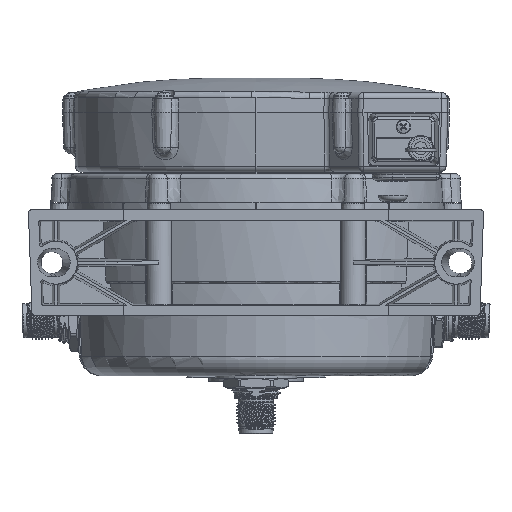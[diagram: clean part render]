
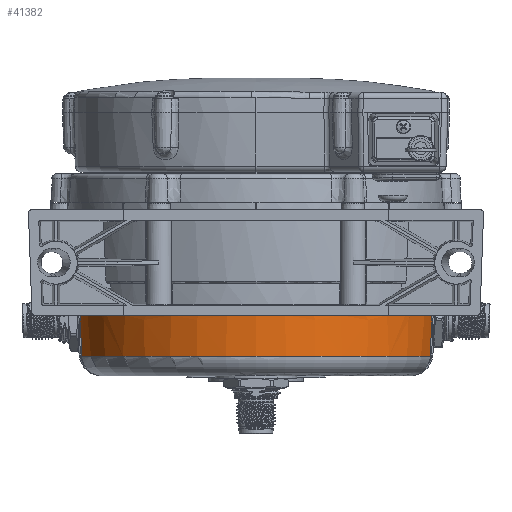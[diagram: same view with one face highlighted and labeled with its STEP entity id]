
A CAD part, front view. The second image highlights one B-rep face of the part: STEP entity #41382.
In plain terms, the highlighted conical face has half-angle 2 degrees and reference radius 56.425 mm.
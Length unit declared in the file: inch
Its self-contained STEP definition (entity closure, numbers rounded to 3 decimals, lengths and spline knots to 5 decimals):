
#336=(
BOUNDED_CURVE()
B_SPLINE_CURVE(2,(#81437,#81438,#81439),.UNSPECIFIED.,.F.,.F.)
B_SPLINE_CURVE_WITH_KNOTS((3,3),(-3.19972,-2.29215),
 .UNSPECIFIED.)
CURVE()
GEOMETRIC_REPRESENTATION_ITEM()
RATIONAL_B_SPLINE_CURVE((1.,1.,1.))
REPRESENTATION_ITEM('')
);
#337=(
BOUNDED_CURVE()
B_SPLINE_CURVE(2,(#81645,#81646,#81647),.UNSPECIFIED.,.F.,.F.)
B_SPLINE_CURVE_WITH_KNOTS((3,3),(-2.38338,-1.47581),
 .UNSPECIFIED.)
CURVE()
GEOMETRIC_REPRESENTATION_ITEM()
RATIONAL_B_SPLINE_CURVE((1.,1.,1.))
REPRESENTATION_ITEM('')
);
#338=(
BOUNDED_CURVE()
B_SPLINE_CURVE(2,(#82730,#82731,#82732),.UNSPECIFIED.,.F.,.F.)
B_SPLINE_CURVE_WITH_KNOTS((3,3),(1.87961,4.15234),
 .UNSPECIFIED.)
CURVE()
GEOMETRIC_REPRESENTATION_ITEM()
RATIONAL_B_SPLINE_CURVE((1.,1.,1.))
REPRESENTATION_ITEM('')
);
#339=(
BOUNDED_CURVE()
B_SPLINE_CURVE(2,(#82735,#82736,#82737),.UNSPECIFIED.,.F.,.F.)
B_SPLINE_CURVE_WITH_KNOTS((3,3),(0.,2.27274),.UNSPECIFIED.)
CURVE()
GEOMETRIC_REPRESENTATION_ITEM()
RATIONAL_B_SPLINE_CURVE((1.,1.,1.))
REPRESENTATION_ITEM('')
);
#2230=CONICAL_SURFACE('',#44012,2.22147,0.035);
#2747=FACE_OUTER_BOUND('',#5053,.T.);
#5053=EDGE_LOOP('',(#27597,#27598,#27599,#27600,#27601,#27602,#27603,#27604,
#27605,#27606));
#7444=CIRCLE('',#43948,2.22398);
#7459=CIRCLE('',#43984,2.22398);
#7474=CIRCLE('',#44013,2.21047);
#7475=CIRCLE('',#44014,2.19295);
#9093=B_SPLINE_CURVE_WITH_KNOTS('',3,(#82703,#82704,#82705,#82706,#82707,
#82708,#82709,#82710,#82711,#82712,#82713,#82714),.UNSPECIFIED.,.F.,.F.,
(4,2,2,2,2,4),(-0.40011,-0.39823,-0.36166,
-0.32508,-0.29525,-0.26694),.UNSPECIFIED.);
#9094=B_SPLINE_CURVE_WITH_KNOTS('',3,(#82717,#82718,#82719,#82720,#82721,
#82722,#82723,#82724,#82725,#82726,#82727,#82728),.UNSPECIFIED.,.F.,.F.,
(4,2,2,2,2,4),(-0.26363,-0.23532,-0.2055,
-0.16892,-0.13234,-0.13047),.UNSPECIFIED.);
#16217=VERTEX_POINT('',#81434);
#16218=VERTEX_POINT('',#81436);
#16243=VERTEX_POINT('',#81643);
#16244=VERTEX_POINT('',#81644);
#16262=VERTEX_POINT('',#82367);
#16291=VERTEX_POINT('',#82455);
#16305=VERTEX_POINT('',#82702);
#16306=VERTEX_POINT('',#82715);
#16307=VERTEX_POINT('',#82729);
#16308=VERTEX_POINT('',#82733);
#20628=EDGE_CURVE('',#16218,#16217,#336,.T.);
#20657=EDGE_CURVE('',#16243,#16244,#337,.T.);
#20689=EDGE_CURVE('',#16262,#16243,#7444,.T.);
#20733=EDGE_CURVE('',#16217,#16291,#7459,.T.);
#20762=EDGE_CURVE('',#16305,#16244,#9093,.T.);
#20763=EDGE_CURVE('',#16305,#16306,#7474,.T.);
#20764=EDGE_CURVE('',#16218,#16306,#9094,.T.);
#20765=EDGE_CURVE('',#16291,#16307,#338,.T.);
#20766=EDGE_CURVE('',#16308,#16307,#7475,.T.);
#20767=EDGE_CURVE('',#16308,#16262,#339,.T.);
#27597=ORIENTED_EDGE('',*,*,#20689,.T.);
#27598=ORIENTED_EDGE('',*,*,#20657,.T.);
#27599=ORIENTED_EDGE('',*,*,#20762,.F.);
#27600=ORIENTED_EDGE('',*,*,#20763,.T.);
#27601=ORIENTED_EDGE('',*,*,#20764,.F.);
#27602=ORIENTED_EDGE('',*,*,#20628,.T.);
#27603=ORIENTED_EDGE('',*,*,#20733,.T.);
#27604=ORIENTED_EDGE('',*,*,#20765,.T.);
#27605=ORIENTED_EDGE('',*,*,#20766,.F.);
#27606=ORIENTED_EDGE('',*,*,#20767,.T.);
#41382=ADVANCED_FACE('',(#2747),#2230,.T.);
#43948=AXIS2_PLACEMENT_3D('',#82368,#48205,#48206);
#43984=AXIS2_PLACEMENT_3D('',#82456,#48300,#48301);
#44012=AXIS2_PLACEMENT_3D('',#82701,#48368,#48369);
#44013=AXIS2_PLACEMENT_3D('',#82716,#48370,#48371);
#44014=AXIS2_PLACEMENT_3D('',#82734,#48372,#48373);
#48205=DIRECTION('center_axis',(0.,0.,
-1.));
#48206=DIRECTION('ref_axis',(0.,1.,0.));
#48300=DIRECTION('center_axis',(0.,0.,
-1.));
#48301=DIRECTION('ref_axis',(0.,1.,0.));
#48368=DIRECTION('center_axis',(0.,0.,
1.));
#48369=DIRECTION('ref_axis',(0.,-1.,0.));
#48370=DIRECTION('center_axis',(0.,0.,
-1.));
#48371=DIRECTION('ref_axis',(0.,1.,0.));
#48372=DIRECTION('center_axis',(0.,0.,
-1.));
#48373=DIRECTION('ref_axis',(-1.,0.,0.));
#81434=CARTESIAN_POINT('',(-1.86601,-1.21,-1.365));
#81436=CARTESIAN_POINT('',(-1.85119,-1.21,-1.7207));
#81437=CARTESIAN_POINT('Ctrl Pts',(-1.85119,-1.21,-1.7207));
#81438=CARTESIAN_POINT('Ctrl Pts',(-1.85858,-1.21,
-1.54356));
#81439=CARTESIAN_POINT('Ctrl Pts',(-1.86601,-1.21,
-1.365));
#81643=CARTESIAN_POINT('',(1.86601,-1.21,-1.365));
#81644=CARTESIAN_POINT('',(1.85119,-1.21,-1.7207));
#81645=CARTESIAN_POINT('Ctrl Pts',(1.86601,-1.21,-1.365));
#81646=CARTESIAN_POINT('Ctrl Pts',(1.85858,-1.21,-1.54356));
#81647=CARTESIAN_POINT('Ctrl Pts',(1.85119,-1.21,-1.7207));
#82367=CARTESIAN_POINT('',(2.16705,-0.5,-1.365));
#82368=CARTESIAN_POINT('Origin',(0.,0.,
-1.365));
#82455=CARTESIAN_POINT('',(-2.16705,-0.5,-1.365));
#82456=CARTESIAN_POINT('Origin',(0.,0.,
-1.365));
#82701=CARTESIAN_POINT('Origin',(0.,0.,
-1.43686));
#82702=CARTESIAN_POINT('',(1.82903,-1.2413,-1.752));
#82703=CARTESIAN_POINT('Ctrl Pts',(1.82903,-1.2413,-1.752));
#82704=CARTESIAN_POINT('Ctrl Pts',(1.82917,-1.24109,-1.752));
#82705=CARTESIAN_POINT('Ctrl Pts',(1.82931,-1.24089,-1.752));
#82706=CARTESIAN_POINT('Ctrl Pts',(1.83214,-1.23672,-1.75192));
#82707=CARTESIAN_POINT('Ctrl Pts',(1.83505,-1.23245,-1.75104));
#82708=CARTESIAN_POINT('Ctrl Pts',(1.84049,-1.22453,-1.74748));
#82709=CARTESIAN_POINT('Ctrl Pts',(1.84303,-1.22087,-1.74481));
#82710=CARTESIAN_POINT('Ctrl Pts',(1.84675,-1.21562,-1.73894));
#82711=CARTESIAN_POINT('Ctrl Pts',(1.84829,-1.21348,-1.73559));
#82712=CARTESIAN_POINT('Ctrl Pts',(1.85041,-1.2107,-1.72832));
#82713=CARTESIAN_POINT('Ctrl Pts',(1.85104,-1.21,-1.72443));
#82714=CARTESIAN_POINT('Ctrl Pts',(1.85119,-1.21,-1.7207));
#82715=CARTESIAN_POINT('',(-1.82903,-1.2413,-1.752));
#82716=CARTESIAN_POINT('Origin',(0.,0.,
-1.752));
#82717=CARTESIAN_POINT('Ctrl Pts',(-1.85119,-1.21,-1.7207));
#82718=CARTESIAN_POINT('Ctrl Pts',(-1.85104,-1.21,-1.72443));
#82719=CARTESIAN_POINT('Ctrl Pts',(-1.85041,-1.2107,
-1.72832));
#82720=CARTESIAN_POINT('Ctrl Pts',(-1.84829,-1.21348,
-1.73559));
#82721=CARTESIAN_POINT('Ctrl Pts',(-1.84675,-1.21562,
-1.73894));
#82722=CARTESIAN_POINT('Ctrl Pts',(-1.84303,-1.22087,
-1.74481));
#82723=CARTESIAN_POINT('Ctrl Pts',(-1.84049,-1.22453,
-1.74748));
#82724=CARTESIAN_POINT('Ctrl Pts',(-1.83505,-1.23245,
-1.75104));
#82725=CARTESIAN_POINT('Ctrl Pts',(-1.83214,-1.23672,
-1.75192));
#82726=CARTESIAN_POINT('Ctrl Pts',(-1.82931,-1.24089,
-1.752));
#82727=CARTESIAN_POINT('Ctrl Pts',(-1.82917,-1.24109,-1.752));
#82728=CARTESIAN_POINT('Ctrl Pts',(-1.82903,-1.2413,-1.752));
#82729=CARTESIAN_POINT('',(-2.13519,-0.5,-2.25372));
#82730=CARTESIAN_POINT('Ctrl Pts',(-2.16705,-0.5,
-1.365));
#82731=CARTESIAN_POINT('Ctrl Pts',(-2.15101,-0.5,
-1.81265));
#82732=CARTESIAN_POINT('Ctrl Pts',(-2.13519,-0.5,
-2.25372));
#82733=CARTESIAN_POINT('',(2.13519,-0.5,-2.25372));
#82734=CARTESIAN_POINT('Origin',(0.,0.,
-2.25372));
#82735=CARTESIAN_POINT('Ctrl Pts',(2.13519,-0.5,
-2.25372));
#82736=CARTESIAN_POINT('Ctrl Pts',(2.15101,-0.5,
-1.81265));
#82737=CARTESIAN_POINT('Ctrl Pts',(2.16705,-0.5,
-1.365));
